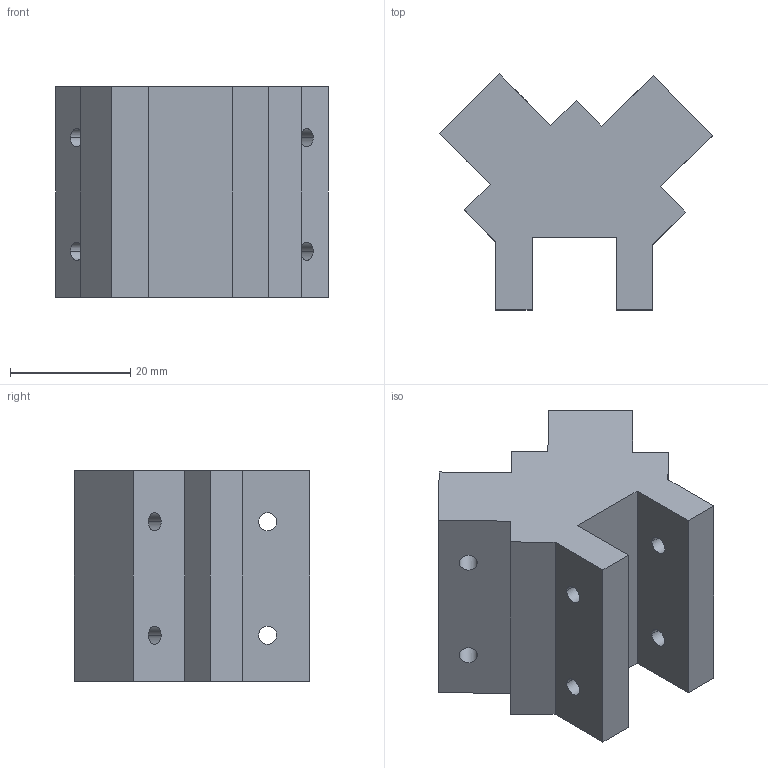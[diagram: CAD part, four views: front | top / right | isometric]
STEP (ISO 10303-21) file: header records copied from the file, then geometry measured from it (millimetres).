
FILE_DESCRIPTION(/* description */ (''),/* implementation_level */ '2;1');
FILE_NAME(/* name */ 'ADAPTO~4',/* time_stamp */ '2017-11-18T16:28:21+01:00',/* author */ (''),/* organization */ (''),/* preprocessor_version */ 'ST-DEVELOPER v15',/* originating_system */ '',/* authorisation */ '');
FILE_SCHEMA (('AUTOMOTIVE_DESIGN'));
Length unit declared in the file: millimetre
Products named in the file (1): Document
Bounding box: 45.25 x 39.13 x 35 mm (x, y, z)
Volume: 33069.9 mm3; surface area: 9116.9 mm2
Topology: 1 solids, 1 shells, 37 faces, 105 edges, 70 vertices
Faces by surface type: plane 21, bspline 16
Entity records: 1241 total; most frequent: CARTESIAN_POINT 559, ORIENTED_EDGE 210, EDGE_CURVE 105, VERTEX_POINT 70, B_SPLINE_CURVE_WITH_KNOTS 57, EDGE_LOOP 53, ADVANCED_FACE 37, FACE_OUTER_BOUND 37
